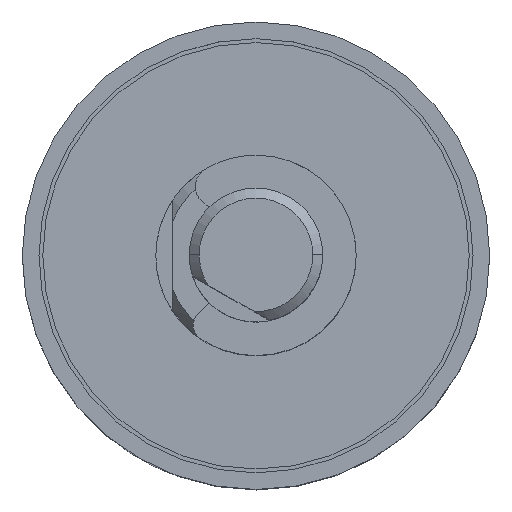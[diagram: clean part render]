
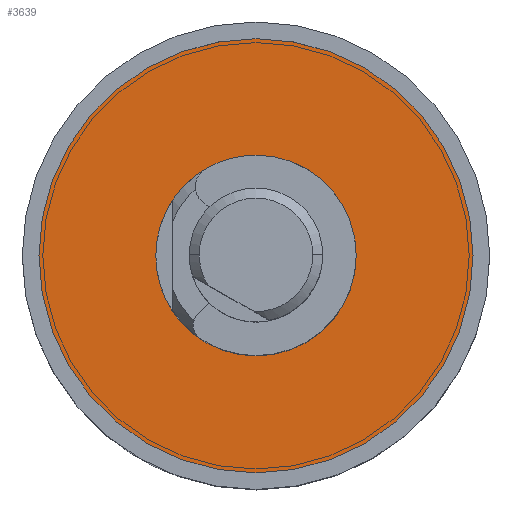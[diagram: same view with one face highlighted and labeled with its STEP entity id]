
A CAD part, top view. The second image highlights one B-rep face of the part: STEP entity #3639.
In plain terms, the highlighted planar face has unit normal (0, 0, 1).
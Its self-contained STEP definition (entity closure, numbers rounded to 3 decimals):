
#167 = VERTEX_POINT ( 'NONE', #1239 ) ;
#381 = DIRECTION ( 'NONE',  ( 0., 0., 1. ) ) ;
#484 = CIRCLE ( 'NONE', #8987, 3. ) ;
#493 = CIRCLE ( 'NONE', #4427, 6.5 ) ;
#545 = ORIENTED_EDGE ( 'NONE', *, *, #4651, .T. ) ;
#641 = DIRECTION ( 'NONE',  ( 0., 0., -1. ) ) ;
#1215 = ORIENTED_EDGE ( 'NONE', *, *, #8153, .T. ) ;
#1239 = CARTESIAN_POINT ( 'NONE',  ( -6.5, 0., 0.5 ) ) ;
#1246 = CARTESIAN_POINT ( 'NONE',  ( 3., 0., 0.5 ) ) ;
#1557 = VERTEX_POINT ( 'NONE', #7792 ) ;
#1791 = CARTESIAN_POINT ( 'NONE',  ( 0., 0., 0.5 ) ) ;
#1794 = CARTESIAN_POINT ( 'NONE',  ( 0., 0., 0.5 ) ) ;
#1844 = CARTESIAN_POINT ( 'NONE',  ( 0., 0., 0.5 ) ) ;
#2063 = AXIS2_PLACEMENT_3D ( 'NONE', #1794, #381, #8804 ) ;
#2178 = EDGE_LOOP ( 'NONE', ( #545, #4824 ) ) ;
#2214 = DIRECTION ( 'NONE',  ( 1., 0., 0. ) ) ;
#2223 = EDGE_CURVE ( 'NONE', #167, #8360, #4115, .T. ) ;
#2772 = CARTESIAN_POINT ( 'NONE',  ( 0., 0., 0.5 ) ) ;
#3448 = DIRECTION ( 'NONE',  ( 0., 0., -1. ) ) ;
#3513 = DIRECTION ( 'NONE',  ( 0., 0., 1. ) ) ;
#3639 = ADVANCED_FACE ( 'NONE', ( #6215, #5466 ), #6401, .T. ) ;
#4115 = CIRCLE ( 'NONE', #2063, 6.5 ) ;
#4427 = AXIS2_PLACEMENT_3D ( 'NONE', #1791, #4643, #8720 ) ;
#4643 = DIRECTION ( 'NONE',  ( 0., 0., 1. ) ) ;
#4651 = EDGE_CURVE ( 'NONE', #8360, #167, #493, .T. ) ;
#4822 = VERTEX_POINT ( 'NONE', #1246 ) ;
#4824 = ORIENTED_EDGE ( 'NONE', *, *, #2223, .T. ) ;
#5072 = EDGE_CURVE ( 'NONE', #1557, #4822, #5258, .T. ) ;
#5212 = CARTESIAN_POINT ( 'NONE',  ( 6.5, 0., 0.5 ) ) ;
#5258 = CIRCLE ( 'NONE', #6531, 3. ) ;
#5466 = FACE_OUTER_BOUND ( 'NONE', #2178, .T. ) ;
#6215 = FACE_BOUND ( 'NONE', #8140, .T. ) ;
#6401 = PLANE ( 'NONE',  #7346 ) ;
#6531 = AXIS2_PLACEMENT_3D ( 'NONE', #1844, #641, #7669 ) ;
#7346 = AXIS2_PLACEMENT_3D ( 'NONE', #8463, #3513, #2214 ) ;
#7669 = DIRECTION ( 'NONE',  ( -1., 0., 0. ) ) ;
#7792 = CARTESIAN_POINT ( 'NONE',  ( -3., 0., 0.5 ) ) ;
#8140 = EDGE_LOOP ( 'NONE', ( #8860, #1215 ) ) ;
#8153 = EDGE_CURVE ( 'NONE', #4822, #1557, #484, .T. ) ;
#8360 = VERTEX_POINT ( 'NONE', #5212 ) ;
#8377 = DIRECTION ( 'NONE',  ( -1., 0., 0. ) ) ;
#8463 = CARTESIAN_POINT ( 'NONE',  ( 3., 0., 0.5 ) ) ;
#8720 = DIRECTION ( 'NONE',  ( 1., 0., 0. ) ) ;
#8804 = DIRECTION ( 'NONE',  ( 1., 0., 0. ) ) ;
#8860 = ORIENTED_EDGE ( 'NONE', *, *, #5072, .T. ) ;
#8987 = AXIS2_PLACEMENT_3D ( 'NONE', #2772, #3448, #8377 ) ;
